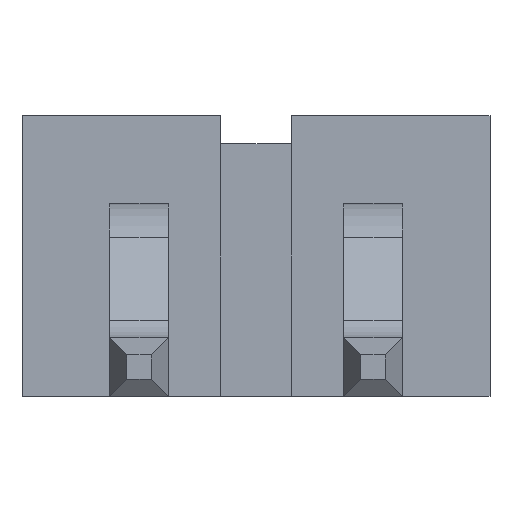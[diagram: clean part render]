
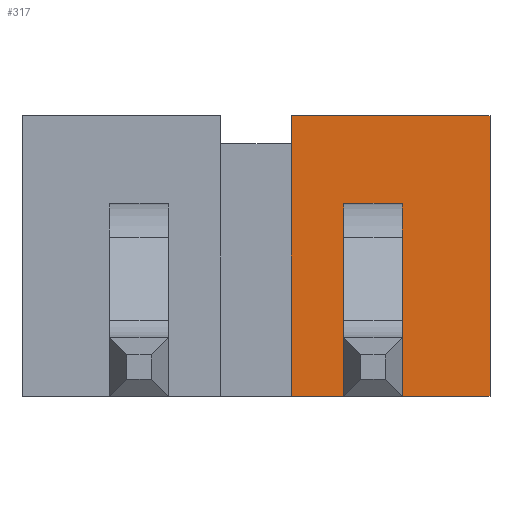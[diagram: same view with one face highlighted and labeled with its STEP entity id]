
A CAD part, front view. The second image highlights one B-rep face of the part: STEP entity #317.
In plain terms, the highlighted face is planar.
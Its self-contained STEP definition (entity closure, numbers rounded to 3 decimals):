
#66 = VERTEX_POINT('',#67);
#67 = CARTESIAN_POINT('',(-2.54,-1.524,-1.27));
#73 = EDGE_CURVE('',#66,#74,#76,.T.);
#74 = VERTEX_POINT('',#75);
#75 = CARTESIAN_POINT('',(-0.381,-1.524,-1.27));
#76 = LINE('',#77,#78);
#77 = CARTESIAN_POINT('',(-2.54,-1.524,-1.27));
#78 = VECTOR('',#79,1.);
#79 = DIRECTION('',(1.,0.,0.));
#317 = ADVANCED_FACE('',(#318,#352),#377,.F.);
#318 = FACE_BOUND('',#319,.T.);
#319 = EDGE_LOOP('',(#320,#330,#338,#346));
#320 = ORIENTED_EDGE('',*,*,#321,.T.);
#321 = EDGE_CURVE('',#322,#324,#326,.T.);
#322 = VERTEX_POINT('',#323);
#323 = CARTESIAN_POINT('',(-0.959,0.565,-1.27));
#324 = VERTEX_POINT('',#325);
#325 = CARTESIAN_POINT('',(-1.581,0.565,-1.27));
#326 = LINE('',#327,#328);
#327 = CARTESIAN_POINT('',(-0.959,0.565,-1.27));
#328 = VECTOR('',#329,1.);
#329 = DIRECTION('',(-1.,0.,0.));
#330 = ORIENTED_EDGE('',*,*,#331,.T.);
#331 = EDGE_CURVE('',#324,#332,#334,.T.);
#332 = VERTEX_POINT('',#333);
#333 = CARTESIAN_POINT('',(-1.581,-0.057,-1.27));
#334 = LINE('',#335,#336);
#335 = CARTESIAN_POINT('',(-1.581,0.565,-1.27));
#336 = VECTOR('',#337,1.);
#337 = DIRECTION('',(0.,-1.,0.));
#338 = ORIENTED_EDGE('',*,*,#339,.T.);
#339 = EDGE_CURVE('',#332,#340,#342,.T.);
#340 = VERTEX_POINT('',#341);
#341 = CARTESIAN_POINT('',(-0.959,-0.057,-1.27));
#342 = LINE('',#343,#344);
#343 = CARTESIAN_POINT('',(-1.581,-0.057,-1.27));
#344 = VECTOR('',#345,1.);
#345 = DIRECTION('',(1.,0.,0.));
#346 = ORIENTED_EDGE('',*,*,#347,.T.);
#347 = EDGE_CURVE('',#340,#322,#348,.T.);
#348 = LINE('',#349,#350);
#349 = CARTESIAN_POINT('',(-0.959,-0.057,-1.27));
#350 = VECTOR('',#351,1.);
#351 = DIRECTION('',(0.,1.,0.));
#352 = FACE_BOUND('',#353,.T.);
#353 = EDGE_LOOP('',(#354,#362,#363,#371));
#354 = ORIENTED_EDGE('',*,*,#355,.F.);
#355 = EDGE_CURVE('',#74,#356,#358,.T.);
#356 = VERTEX_POINT('',#357);
#357 = CARTESIAN_POINT('',(-0.381,1.524,-1.27));
#358 = LINE('',#359,#360);
#359 = CARTESIAN_POINT('',(-0.381,0.,-1.27));
#360 = VECTOR('',#361,1.);
#361 = DIRECTION('',(0.,1.,0.));
#362 = ORIENTED_EDGE('',*,*,#73,.F.);
#363 = ORIENTED_EDGE('',*,*,#364,.F.);
#364 = EDGE_CURVE('',#365,#66,#367,.T.);
#365 = VERTEX_POINT('',#366);
#366 = CARTESIAN_POINT('',(-2.54,1.524,-1.27));
#367 = LINE('',#368,#369);
#368 = CARTESIAN_POINT('',(-2.54,1.524,-1.27));
#369 = VECTOR('',#370,1.);
#370 = DIRECTION('',(0.,-1.,0.));
#371 = ORIENTED_EDGE('',*,*,#372,.F.);
#372 = EDGE_CURVE('',#356,#365,#373,.T.);
#373 = LINE('',#374,#375);
#374 = CARTESIAN_POINT('',(2.54,1.524,-1.27));
#375 = VECTOR('',#376,1.);
#376 = DIRECTION('',(-1.,0.,0.));
#377 = PLANE('',#378);
#378 = AXIS2_PLACEMENT_3D('',#379,#380,#381);
#379 = CARTESIAN_POINT('',(0.,0.,-1.27));
#380 = DIRECTION('',(0.,0.,1.));
#381 = DIRECTION('',(1.,0.,-0.));
